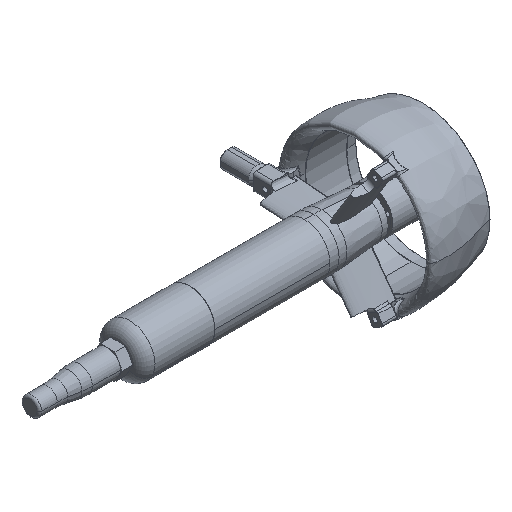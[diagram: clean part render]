
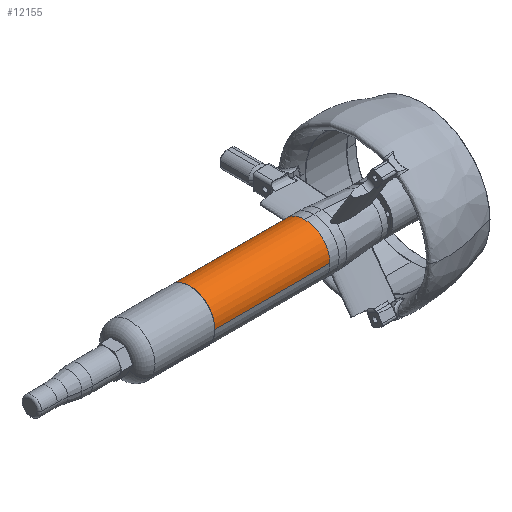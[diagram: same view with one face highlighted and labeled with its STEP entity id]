
A CAD part, isometric view. The second image highlights one B-rep face of the part: STEP entity #12155.
In plain terms, the highlighted cylindrical face has radius 21.5 mm (diameter 43 mm), a partial arc.
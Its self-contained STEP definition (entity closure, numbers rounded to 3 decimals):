
#525 = CARTESIAN_POINT ( 'NONE',  ( 21.5, 0., 0. ) ) ;
#653 = VERTEX_POINT ( 'NONE', #10983 ) ;
#696 = AXIS2_PLACEMENT_3D ( 'NONE', #6833, #8060, #3738 ) ;
#1117 = ORIENTED_EDGE ( 'NONE', *, *, #6149, .F. ) ;
#1667 = CARTESIAN_POINT ( 'NONE',  ( 0., 0., -15.962 ) ) ;
#2313 = EDGE_LOOP ( 'NONE', ( #1117, #2874, #5065, #7898 ) ) ;
#2534 = CARTESIAN_POINT ( 'NONE',  ( 0., 0., -113.962 ) ) ;
#2721 = VERTEX_POINT ( 'NONE', #5323 ) ;
#2874 = ORIENTED_EDGE ( 'NONE', *, *, #12551, .T. ) ;
#3201 = CARTESIAN_POINT ( 'NONE',  ( -21.5, 0., -15.962 ) ) ;
#3210 = VERTEX_POINT ( 'NONE', #3201 ) ;
#3738 = DIRECTION ( 'NONE',  ( 1., 0., 0. ) ) ;
#5065 = ORIENTED_EDGE ( 'NONE', *, *, #8567, .T. ) ;
#5182 = CARTESIAN_POINT ( 'NONE',  ( 21.5, 0., -15.962 ) ) ;
#5323 = CARTESIAN_POINT ( 'NONE',  ( -21.5, 0., -113.962 ) ) ;
#5708 = DIRECTION ( 'NONE',  ( 1., 0., 0. ) ) ;
#5996 = AXIS2_PLACEMENT_3D ( 'NONE', #2534, #12150, #5708 ) ;
#6057 = CIRCLE ( 'NONE', #5996, 21.5 ) ;
#6149 = EDGE_CURVE ( 'NONE', #2721, #3210, #13721, .T. ) ;
#6833 = CARTESIAN_POINT ( 'NONE',  ( 0., 0., 0. ) ) ;
#7046 = DIRECTION ( 'NONE',  ( 0., 0., 1. ) ) ;
#7375 = DIRECTION ( 'NONE',  ( 0., 0., 1. ) ) ;
#7898 = ORIENTED_EDGE ( 'NONE', *, *, #8630, .F. ) ;
#8017 = AXIS2_PLACEMENT_3D ( 'NONE', #1667, #7046, #8038 ) ;
#8038 = DIRECTION ( 'NONE',  ( 1., 0., 0. ) ) ;
#8060 = DIRECTION ( 'NONE',  ( 0., 0., 1. ) ) ;
#8567 = EDGE_CURVE ( 'NONE', #653, #11322, #10004, .T. ) ;
#8630 = EDGE_CURVE ( 'NONE', #3210, #11322, #9988, .T. ) ;
#9584 = CARTESIAN_POINT ( 'NONE',  ( -21.5, 0., 0. ) ) ;
#9988 = CIRCLE ( 'NONE', #8017, 21.5 ) ;
#10004 = LINE ( 'NONE', #525, #13344 ) ;
#10134 = DIRECTION ( 'NONE',  ( 0., 0., 1. ) ) ;
#10446 = CYLINDRICAL_SURFACE ( 'NONE', #696, 21.5 ) ;
#10521 = VECTOR ( 'NONE', #7375, 1000. ) ;
#10983 = CARTESIAN_POINT ( 'NONE',  ( 21.5, 0., -113.962 ) ) ;
#11322 = VERTEX_POINT ( 'NONE', #5182 ) ;
#12150 = DIRECTION ( 'NONE',  ( 0., 0., 1. ) ) ;
#12155 = ADVANCED_FACE ( 'NONE', ( #12766 ), #10446, .T. ) ;
#12551 = EDGE_CURVE ( 'NONE', #2721, #653, #6057, .T. ) ;
#12766 = FACE_OUTER_BOUND ( 'NONE', #2313, .T. ) ;
#13344 = VECTOR ( 'NONE', #10134, 1000. ) ;
#13721 = LINE ( 'NONE', #9584, #10521 ) ;
